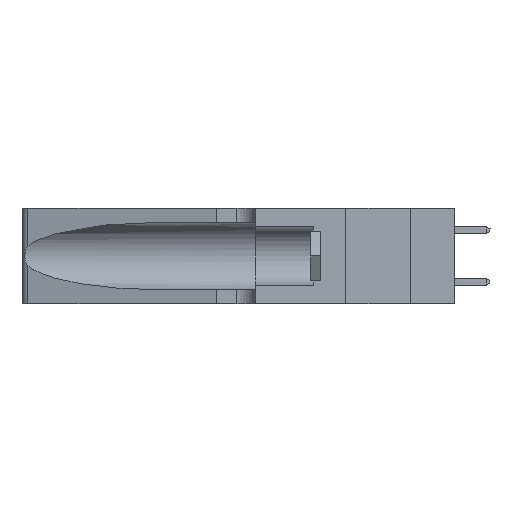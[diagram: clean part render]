
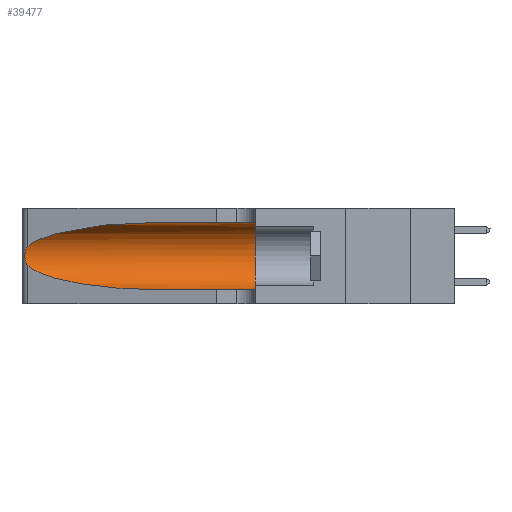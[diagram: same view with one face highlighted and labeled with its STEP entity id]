
A CAD part, left-side view. The second image highlights one B-rep face of the part: STEP entity #39477.
In plain terms, the highlighted cylindrical face has radius 3.308 mm (diameter 6.617 mm), a partial arc.
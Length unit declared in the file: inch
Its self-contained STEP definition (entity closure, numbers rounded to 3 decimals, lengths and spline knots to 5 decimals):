
#518 = CARTESIAN_POINT ( 'NONE',  ( 0.18966, 0.96281, 0.05475 ) ) ;
#1040 = CARTESIAN_POINT ( 'NONE',  ( 0.2373, 1.15595, 0.28018 ) ) ;
#1578 = VERTEX_POINT ( 'NONE', #28659 ) ;
#2057 = VECTOR ( 'NONE', #38208, 39.37008 ) ;
#2637 = CARTESIAN_POINT ( 'NONE',  ( 0.26075, 1.23896, 0.178 ) ) ;
#3035 = EDGE_CURVE ( 'NONE', #12502, #4243, #33707, .T. ) ;
#3115 = ORIENTED_EDGE ( 'NONE', *, *, #5643, .F. ) ;
#4243 = VERTEX_POINT ( 'NONE', #21893 ) ;
#4827 = AXIS2_PLACEMENT_3D ( 'NONE', #38286, #10309, #16645 ) ;
#4971 =( BOUNDED_CURVE ( )  B_SPLINE_CURVE ( 3, ( #13699, #22975, #1040, #23116 ),
 .UNSPECIFIED., .F., .F. ) 
 B_SPLINE_CURVE_WITH_KNOTS ( ( 4, 4 ),
 ( 1.5708, 2.84003 ),
 .UNSPECIFIED. ) 
 CURVE ( )  GEOMETRIC_REPRESENTATION_ITEM ( )  RATIONAL_B_SPLINE_CURVE ( ( 1., 0.87, 0.87, 1. ) ) 
 REPRESENTATION_ITEM ( '' )  );
#5318 = VERTEX_POINT ( 'NONE', #14471 ) ;
#5643 = EDGE_CURVE ( 'NONE', #21644, #4243, #22483, .T. ) ;
#5863 = CARTESIAN_POINT ( 'NONE',  ( 0.25856, 1.23593, 0.16098 ) ) ;
#7053 = CARTESIAN_POINT ( 'NONE',  ( 0.1305, 1.61858, 0.05475 ) ) ;
#9048 = CARTESIAN_POINT ( 'NONE',  ( 0.25639, 1.23186, 0.15144 ) ) ;
#10309 = DIRECTION ( 'NONE',  ( 0., -1., 0. ) ) ;
#10908 = VECTOR ( 'NONE', #38220, 39.37008 ) ;
#12245 = CARTESIAN_POINT ( 'NONE',  ( 0.25487, 1.22718, 0.14631 ) ) ;
#12502 = VERTEX_POINT ( 'NONE', #17234 ) ;
#13195 = CARTESIAN_POINT ( 'NONE',  ( 0.25487, 1.22718, 0.14631 ) ) ;
#13699 = CARTESIAN_POINT ( 'NONE',  ( 0.1305, 0.72297, 0.31525 ) ) ;
#14042 = CYLINDRICAL_SURFACE ( 'NONE', #4827, 0.13025 ) ;
#14471 = CARTESIAN_POINT ( 'NONE',  ( 0.25487, 1.22718, 0.22369 ) ) ;
#15263 = CARTESIAN_POINT ( 'NONE',  ( 0.25639, 1.23184, 0.21858 ) ) ;
#16094 = DIRECTION ( 'NONE',  ( 0., 1., 0. ) ) ;
#16551 = ORIENTED_EDGE ( 'NONE', *, *, #28916, .T. ) ;
#16642 =( BOUNDED_CURVE ( )  B_SPLINE_CURVE ( 3, ( #13195, #31755, #518, #22605 ),
 .UNSPECIFIED., .F., .F. ) 
 B_SPLINE_CURVE_WITH_KNOTS ( ( 4, 4 ),
 ( 3.44316, 4.71239 ),
 .UNSPECIFIED. ) 
 CURVE ( )  GEOMETRIC_REPRESENTATION_ITEM ( )  RATIONAL_B_SPLINE_CURVE ( ( 1., 0.87, 0.87, 1. ) ) 
 REPRESENTATION_ITEM ( '' )  );
#16645 = DIRECTION ( 'NONE',  ( 0., 0., -1. ) ) ;
#17234 = CARTESIAN_POINT ( 'NONE',  ( 0.1305, 0.72297, 0.05475 ) ) ;
#18248 = CARTESIAN_POINT ( 'NONE',  ( 0.1305, 0.35, 0.31525 ) ) ;
#18394 = CARTESIAN_POINT ( 'NONE',  ( 0.25854, 1.2359, 0.20912 ) ) ;
#18574 = EDGE_CURVE ( 'NONE', #5318, #1578, #33952, .T. ) ;
#20974 = EDGE_LOOP ( 'NONE', ( #16551, #27153, #28055, #25790, #3115, #31138 ) ) ;
#21532 = CARTESIAN_POINT ( 'NONE',  ( 0.26075, 1.23896, 0.19203 ) ) ;
#21644 = VERTEX_POINT ( 'NONE', #18248 ) ;
#21893 = CARTESIAN_POINT ( 'NONE',  ( 0.1305, 0.35, 0.05475 ) ) ;
#22483 = CIRCLE ( 'NONE', #31864, 0.13025 ) ;
#22605 = CARTESIAN_POINT ( 'NONE',  ( 0.1305, 0.72297, 0.05475 ) ) ;
#22810 = CARTESIAN_POINT ( 'NONE',  ( 0.1305, 1.61858, 0.31525 ) ) ;
#22975 = CARTESIAN_POINT ( 'NONE',  ( 0.18966, 0.96281, 0.31525 ) ) ;
#23116 = CARTESIAN_POINT ( 'NONE',  ( 0.25487, 1.22718, 0.22369 ) ) ;
#24663 = CARTESIAN_POINT ( 'NONE',  ( 0.26017, 1.23833, 0.17102 ) ) ;
#25790 = ORIENTED_EDGE ( 'NONE', *, *, #3035, .T. ) ;
#27153 = ORIENTED_EDGE ( 'NONE', *, *, #18574, .T. ) ;
#27731 = CARTESIAN_POINT ( 'NONE',  ( 0.25789, 1.23486, 0.15765 ) ) ;
#28055 = ORIENTED_EDGE ( 'NONE', *, *, #37460, .T. ) ;
#28080 = LINE ( 'NONE', #22810, #2057 ) ;
#28659 = CARTESIAN_POINT ( 'NONE',  ( 0.25487, 1.22718, 0.14631 ) ) ;
#28916 = EDGE_CURVE ( 'NONE', #33917, #5318, #4971, .T. ) ;
#30503 = FACE_OUTER_BOUND ( 'NONE', #20974, .T. ) ;
#30547 = CARTESIAN_POINT ( 'NONE',  ( 0.25487, 1.22718, 0.22369 ) ) ;
#30687 = CARTESIAN_POINT ( 'NONE',  ( 0.25555, 1.22994, 0.2215 ) ) ;
#30819 = CARTESIAN_POINT ( 'NONE',  ( 0.25555, 1.22993, 0.14849 ) ) ;
#30902 = EDGE_CURVE ( 'NONE', #33917, #21644, #28080, .T. ) ;
#31138 = ORIENTED_EDGE ( 'NONE', *, *, #30902, .F. ) ;
#31755 = CARTESIAN_POINT ( 'NONE',  ( 0.2373, 1.15595, 0.08982 ) ) ;
#31864 = AXIS2_PLACEMENT_3D ( 'NONE', #34606, #16094, #37737 ) ;
#33707 = LINE ( 'NONE', #7053, #10908 ) ;
#33917 = VERTEX_POINT ( 'NONE', #39592 ) ;
#33952 = B_SPLINE_CURVE_WITH_KNOTS ( 'NONE', 3,
 ( #30547, #30687, #15263, #36906, #18394, #40031, #21532, #2637, #24663, #5863, #27731, #9048, #30819, #12245 ),
 .UNSPECIFIED., .F., .F.,
 ( 4, 2, 2, 2, 2, 2, 4 ),
 ( 0., 0.00027, 0.00053, 0.00107, 0.0016, 0.00187, 0.00214 ),
 .UNSPECIFIED. ) ;
#34606 = CARTESIAN_POINT ( 'NONE',  ( 0.1305, 0.35, 0.185 ) ) ;
#36906 = CARTESIAN_POINT ( 'NONE',  ( 0.25787, 1.23484, 0.2124 ) ) ;
#37460 = EDGE_CURVE ( 'NONE', #1578, #12502, #16642, .T. ) ;
#37737 = DIRECTION ( 'NONE',  ( 0., 0., 1. ) ) ;
#38208 = DIRECTION ( 'NONE',  ( 0., -1., 0. ) ) ;
#38220 = DIRECTION ( 'NONE',  ( 0., -1., 0. ) ) ;
#38286 = CARTESIAN_POINT ( 'NONE',  ( 0.1305, 1.61858, 0.185 ) ) ;
#39477 = ADVANCED_FACE ( 'NONE', ( #30503 ), #14042, .F. ) ;
#39592 = CARTESIAN_POINT ( 'NONE',  ( 0.1305, 0.72297, 0.31525 ) ) ;
#40031 = CARTESIAN_POINT ( 'NONE',  ( 0.26018, 1.23835, 0.19895 ) ) ;
